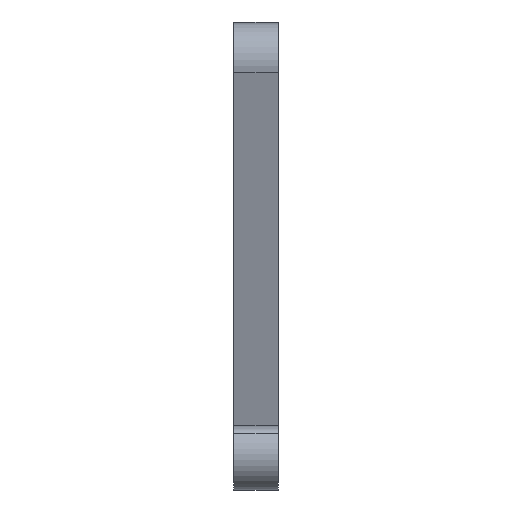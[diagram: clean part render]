
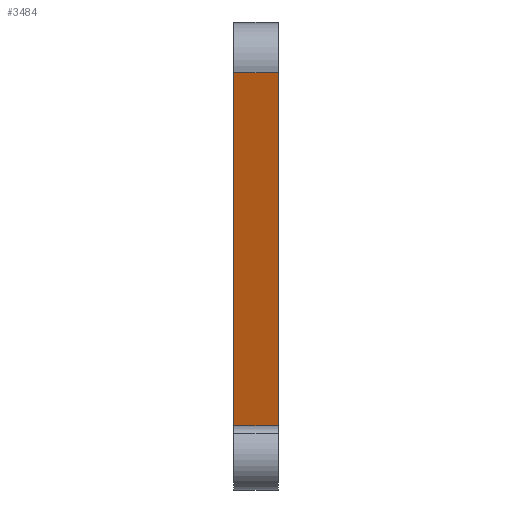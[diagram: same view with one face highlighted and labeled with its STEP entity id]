
A CAD part, left-side view. The second image highlights one B-rep face of the part: STEP entity #3484.
In plain terms, the highlighted planar face has unit normal (-0.96, 0, -0.281).
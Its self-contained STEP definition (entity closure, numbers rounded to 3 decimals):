
#343=PLANE('',#3722);
#436=FACE_OUTER_BOUND('',#632,.T.);
#632=EDGE_LOOP('',(#2505,#2506,#2507,#2508));
#831=LINE('',#4396,#1141);
#846=LINE('',#4458,#1156);
#867=LINE('',#4506,#1177);
#868=LINE('',#4508,#1178);
#1141=VECTOR('',#3830,10.);
#1156=VECTOR('',#3887,10.);
#1177=VECTOR('',#3946,10.);
#1178=VECTOR('',#3949,10.);
#1485=VERTEX_POINT('',#4393);
#1486=VERTEX_POINT('',#4395);
#1511=VERTEX_POINT('',#4455);
#1512=VERTEX_POINT('',#4457);
#1847=EDGE_CURVE('',#1485,#1486,#831,.T.);
#1878=EDGE_CURVE('',#1511,#1512,#846,.T.);
#1903=EDGE_CURVE('',#1486,#1511,#867,.T.);
#1904=EDGE_CURVE('',#1485,#1512,#868,.T.);
#2505=ORIENTED_EDGE('',*,*,#1903,.F.);
#2506=ORIENTED_EDGE('',*,*,#1847,.F.);
#2507=ORIENTED_EDGE('',*,*,#1904,.T.);
#2508=ORIENTED_EDGE('',*,*,#1878,.F.);
#3484=ADVANCED_FACE('',(#436),#343,.T.);
#3722=AXIS2_PLACEMENT_3D('',#4507,#3947,#3948);
#3830=DIRECTION('',(0.281,0.,-0.96));
#3887=DIRECTION('',(-0.281,0.,0.96));
#3946=DIRECTION('',(0.,1.,0.));
#3947=DIRECTION('center_axis',(-0.96,0.,-0.281));
#3948=DIRECTION('ref_axis',(-0.281,0.,0.96));
#3949=DIRECTION('',(0.,1.,0.));
#4393=CARTESIAN_POINT('',(-45.048,0.,37.335));
#4395=CARTESIAN_POINT('',(-18.345,0.,-53.822));
#4396=CARTESIAN_POINT('',(-45.048,0.,37.335));
#4455=CARTESIAN_POINT('',(-18.345,11.5,-53.822));
#4457=CARTESIAN_POINT('',(-45.048,11.5,37.335));
#4458=CARTESIAN_POINT('',(-45.048,11.5,37.335));
#4506=CARTESIAN_POINT('',(-18.345,0.,-53.822));
#4507=CARTESIAN_POINT('Origin',(-18.,0.,-55.));
#4508=CARTESIAN_POINT('',(-45.048,0.,37.335));
